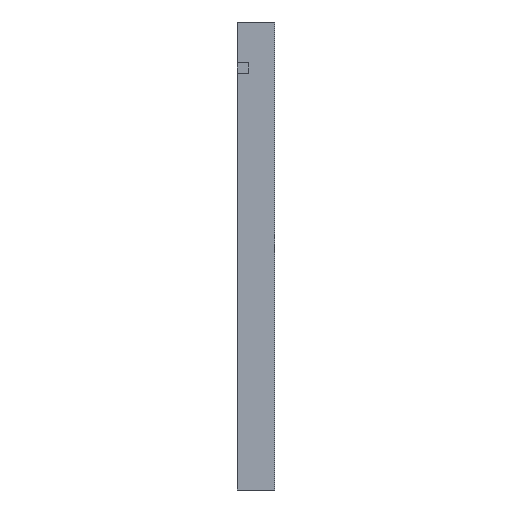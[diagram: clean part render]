
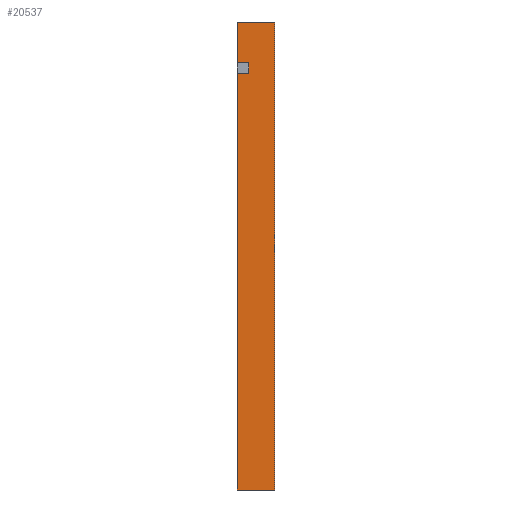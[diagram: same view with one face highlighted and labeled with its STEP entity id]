
A CAD part, front view. The second image highlights one B-rep face of the part: STEP entity #20537.
In plain terms, the highlighted planar face has unit normal (0, -1, 0).
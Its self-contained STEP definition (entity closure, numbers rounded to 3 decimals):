
#22 = VERTEX_POINT('',#23);
#23 = CARTESIAN_POINT('',(170.,0.,177.999));
#31 = EDGE_CURVE('',#22,#32,#34,.T.);
#32 = VERTEX_POINT('',#33);
#33 = CARTESIAN_POINT('',(157.,0.,177.999));
#34 = LINE('',#35,#36);
#35 = CARTESIAN_POINT('',(170.,0.,177.999));
#36 = VECTOR('',#37,1.);
#37 = DIRECTION('',(-1.,0.,0.));
#135 = VERTEX_POINT('',#136);
#136 = CARTESIAN_POINT('',(170.,0.,339.999));
#142 = EDGE_CURVE('',#135,#22,#143,.T.);
#143 = LINE('',#144,#145);
#144 = CARTESIAN_POINT('',(170.,0.,339.999));
#145 = VECTOR('',#146,1.);
#146 = DIRECTION('',(0.,0.,-1.));
#9986 = VERTEX_POINT('',#9987);
#9987 = CARTESIAN_POINT('',(157.,0.,322.18));
#9995 = EDGE_CURVE('',#9986,#32,#9996,.T.);
#9996 = LINE('',#9997,#9998);
#9997 = CARTESIAN_POINT('',(157.,0.,339.999));
#9998 = VECTOR('',#9999,1.);
#9999 = DIRECTION('',(0.,0.,-1.));
#10050 = VERTEX_POINT('',#10051);
#10051 = CARTESIAN_POINT('',(157.,0.,339.999));
#10057 = EDGE_CURVE('',#10050,#10058,#10060,.T.);
#10058 = VERTEX_POINT('',#10059);
#10059 = CARTESIAN_POINT('',(157.,0.,325.968));
#10060 = LINE('',#10061,#10062);
#10061 = CARTESIAN_POINT('',(157.,0.,339.999));
#10062 = VECTOR('',#10063,1.);
#10063 = DIRECTION('',(0.,0.,-1.));
#20537 = ADVANCED_FACE('',(#20538),#20572,.T.);
#20538 = FACE_BOUND('',#20539,.T.);
#20539 = EDGE_LOOP('',(#20540,#20541,#20547,#20548,#20556,#20564,#20570,
    #20571));
#20540 = ORIENTED_EDGE('',*,*,#142,.F.);
#20541 = ORIENTED_EDGE('',*,*,#20542,.T.);
#20542 = EDGE_CURVE('',#135,#10050,#20543,.T.);
#20543 = LINE('',#20544,#20545);
#20544 = CARTESIAN_POINT('',(170.,0.,339.999));
#20545 = VECTOR('',#20546,1.);
#20546 = DIRECTION('',(-1.,0.,0.));
#20547 = ORIENTED_EDGE('',*,*,#10057,.T.);
#20548 = ORIENTED_EDGE('',*,*,#20549,.F.);
#20549 = EDGE_CURVE('',#20550,#10058,#20552,.T.);
#20550 = VERTEX_POINT('',#20551);
#20551 = CARTESIAN_POINT('',(161.,0.,325.968));
#20552 = LINE('',#20553,#20554);
#20553 = CARTESIAN_POINT('',(161.,0.,325.968));
#20554 = VECTOR('',#20555,1.);
#20555 = DIRECTION('',(-1.,0.,0.));
#20556 = ORIENTED_EDGE('',*,*,#20557,.F.);
#20557 = EDGE_CURVE('',#20558,#20550,#20560,.T.);
#20558 = VERTEX_POINT('',#20559);
#20559 = CARTESIAN_POINT('',(161.,0.,322.18));
#20560 = LINE('',#20561,#20562);
#20561 = CARTESIAN_POINT('',(161.,0.,332.037));
#20562 = VECTOR('',#20563,1.);
#20563 = DIRECTION('',(0.,0.,1.));
#20564 = ORIENTED_EDGE('',*,*,#20565,.T.);
#20565 = EDGE_CURVE('',#20558,#9986,#20566,.T.);
#20566 = LINE('',#20567,#20568);
#20567 = CARTESIAN_POINT('',(161.,0.,322.18));
#20568 = VECTOR('',#20569,1.);
#20569 = DIRECTION('',(-1.,0.,0.));
#20570 = ORIENTED_EDGE('',*,*,#9995,.T.);
#20571 = ORIENTED_EDGE('',*,*,#31,.F.);
#20572 = PLANE('',#20573);
#20573 = AXIS2_PLACEMENT_3D('',#20574,#20575,#20576);
#20574 = CARTESIAN_POINT('',(170.,0.,339.999));
#20575 = DIRECTION('',(0.,-1.,0.));
#20576 = DIRECTION('',(0.,0.,-1.));
